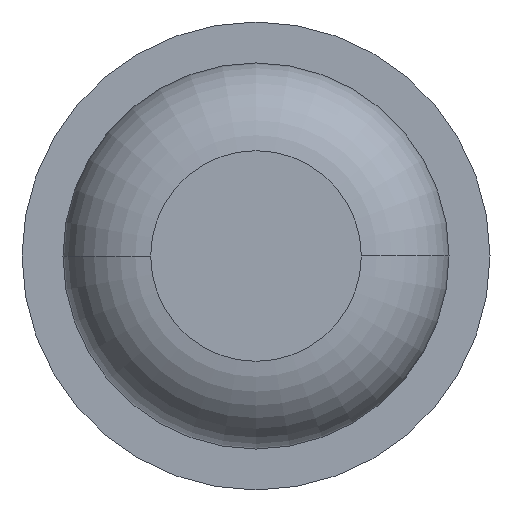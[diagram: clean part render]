
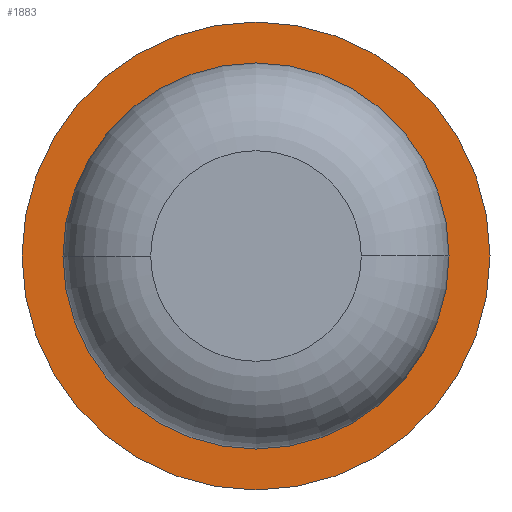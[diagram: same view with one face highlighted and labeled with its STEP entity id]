
A CAD part, front view. The second image highlights one B-rep face of the part: STEP entity #1883.
In plain terms, the highlighted planar face has unit normal (0, -1, 0).
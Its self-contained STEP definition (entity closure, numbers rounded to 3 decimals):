
#21 = EDGE_CURVE ( 'Defeature ausgef�hrt1_6+Defeature ausgef�hrt1_5+Defeature ausgef�hrt1_5+Defeature ausgef�hrt1_5', #2955, #3100, #2008, .T. ) ;
#211 = DIRECTION ( 'NONE',  ( 0., 1., 0. ) ) ;
#227 = AXIS2_PLACEMENT_3D ( 'NONE', #1258, #1031, #282 ) ;
#229 = DIRECTION ( 'NONE',  ( 0., 1., 0. ) ) ;
#231 = CARTESIAN_POINT ( 'NONE',  ( 0., -6., 0. ) ) ;
#264 = ORIENTED_EDGE ( 'NONE', *, *, #1870, .T. ) ;
#282 = DIRECTION ( 'NONE',  ( -1., 0., 0. ) ) ;
#348 = FACE_BOUND ( 'NONE', #817, .T. ) ;
#400 = CARTESIAN_POINT ( 'NONE',  ( -1., -6., 0. ) ) ;
#472 = CARTESIAN_POINT ( 'NONE',  ( 0.825, -6., 0. ) ) ;
#531 = DIRECTION ( 'NONE',  ( -1., 0., 0. ) ) ;
#649 = CARTESIAN_POINT ( 'NONE',  ( 1., -6., 0. ) ) ;
#710 = DIRECTION ( 'NONE',  ( -1., 0., 0. ) ) ;
#714 = AXIS2_PLACEMENT_3D ( 'NONE', #231, #211, #2488 ) ;
#770 = CARTESIAN_POINT ( 'NONE',  ( 0., -6., 0. ) ) ;
#772 = EDGE_CURVE ( 'Defeature ausgef�hrt1_5+Defeature ausgef�hrt1_0+Defeature ausgef�hrt1_0+Defeature ausgef�hrt1_0', #2257, #3122, #2347, .T. ) ;
#817 = EDGE_LOOP ( 'NONE', ( #264, #1515 ) ) ;
#830 = AXIS2_PLACEMENT_3D ( 'NONE', #2975, #229, #710 ) ;
#1011 = ORIENTED_EDGE ( 'NONE', *, *, #1392, .F. ) ;
#1031 = DIRECTION ( 'NONE',  ( 0., 1., 0. ) ) ;
#1172 = AXIS2_PLACEMENT_3D ( 'NONE', #770, #1526, #531 ) ;
#1258 = CARTESIAN_POINT ( 'NONE',  ( 0.825, -6., 0. ) ) ;
#1307 = DIRECTION ( 'NONE',  ( 0., 1., 0. ) ) ;
#1392 = EDGE_CURVE ( 'Defeature ausgef�hrt1_6+Defeature ausgef�hrt1_5+Defeature ausgef�hrt1_5+Defeature ausgef�hrt1_5', #3100, #2955, #3177, .T. ) ;
#1426 = CIRCLE ( 'NONE', #1172, 0.825 ) ;
#1509 = FACE_OUTER_BOUND ( 'NONE', #2393, .T. ) ;
#1515 = ORIENTED_EDGE ( 'NONE', *, *, #772, .T. ) ;
#1526 = DIRECTION ( 'NONE',  ( 0., 1., 0. ) ) ;
#1565 = CARTESIAN_POINT ( 'NONE',  ( -0.825, -6., 0. ) ) ;
#1812 = CARTESIAN_POINT ( 'NONE',  ( 0., -6., 0. ) ) ;
#1870 = EDGE_CURVE ( 'Defeature ausgef�hrt1_5+Defeature ausgef�hrt1_0+Defeature ausgef�hrt1_0+Defeature ausgef�hrt1_0', #3122, #2257, #1426, .T. ) ;
#1883 = ADVANCED_FACE ( 'Defeature ausgef�hrt1_5', ( #1509, #348 ), #2548, .F. ) ;
#2008 = CIRCLE ( 'NONE', #714, 1. ) ;
#2257 = VERTEX_POINT ( 'NONE', #472 ) ;
#2321 = DIRECTION ( 'NONE',  ( -1., 0., 0. ) ) ;
#2347 = CIRCLE ( 'NONE', #830, 0.825 ) ;
#2393 = EDGE_LOOP ( 'NONE', ( #1011, #2835 ) ) ;
#2488 = DIRECTION ( 'NONE',  ( -1., 0., 0. ) ) ;
#2548 = PLANE ( 'NONE',  #227 ) ;
#2835 = ORIENTED_EDGE ( 'NONE', *, *, #21, .F. ) ;
#2837 = AXIS2_PLACEMENT_3D ( 'NONE', #1812, #1307, #2321 ) ;
#2955 = VERTEX_POINT ( 'NONE', #649 ) ;
#2975 = CARTESIAN_POINT ( 'NONE',  ( 0., -6., 0. ) ) ;
#3100 = VERTEX_POINT ( 'NONE', #400 ) ;
#3122 = VERTEX_POINT ( 'NONE', #1565 ) ;
#3177 = CIRCLE ( 'NONE', #2837, 1. ) ;
